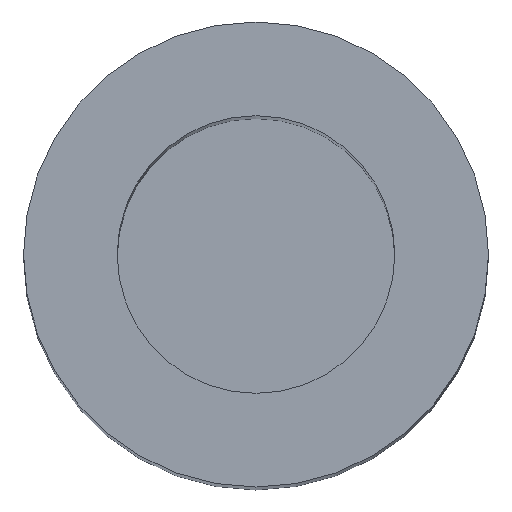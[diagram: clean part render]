
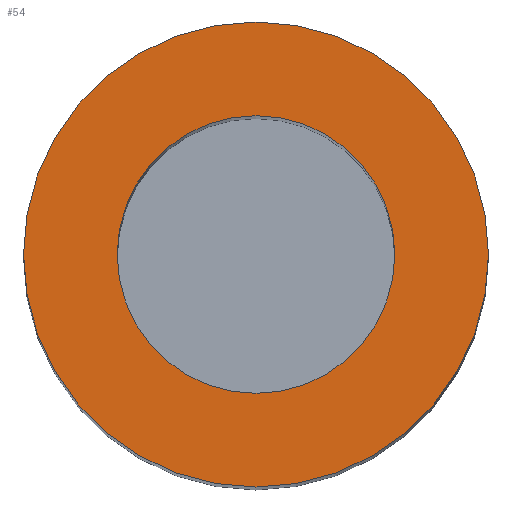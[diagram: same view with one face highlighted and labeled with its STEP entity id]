
A CAD part, top view. The second image highlights one B-rep face of the part: STEP entity #54.
In plain terms, the highlighted planar face has unit normal (0, 0, 1).
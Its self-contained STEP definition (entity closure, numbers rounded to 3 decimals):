
#2 = CARTESIAN_POINT ( 'NONE',  ( 0., 0., 25. ) ) ;
#5 = CARTESIAN_POINT ( 'NONE',  ( 0., 0., 25. ) ) ;
#24 = EDGE_CURVE ( 'NONE', #294, #101, #177, .T. ) ;
#28 = DIRECTION ( 'NONE',  ( 0., 0., 1. ) ) ;
#31 = CIRCLE ( 'NONE', #321, 3.35 ) ;
#41 = AXIS2_PLACEMENT_3D ( 'NONE', #5, #28, #243 ) ;
#54 = ADVANCED_FACE ( 'NONE', ( #71, #343 ), #170, .T. ) ;
#71 = FACE_BOUND ( 'NONE', #93, .T. ) ;
#84 = DIRECTION ( 'NONE',  ( 0., 0., 1. ) ) ;
#88 = ORIENTED_EDGE ( 'NONE', *, *, #24, .F. ) ;
#93 = EDGE_LOOP ( 'NONE', ( #88, #354 ) ) ;
#101 = VERTEX_POINT ( 'NONE', #277 ) ;
#109 = EDGE_CURVE ( 'NONE', #101, #294, #250, .T. ) ;
#113 = ORIENTED_EDGE ( 'NONE', *, *, #424, .T. ) ;
#126 = DIRECTION ( 'NONE',  ( 0., 0., 1. ) ) ;
#134 = DIRECTION ( 'NONE',  ( 0., 0., 1. ) ) ;
#147 = DIRECTION ( 'NONE',  ( 1., 0., 0. ) ) ;
#170 = PLANE ( 'NONE',  #365 ) ;
#177 = CIRCLE ( 'NONE', #237, 2. ) ;
#192 = VERTEX_POINT ( 'NONE', #274 ) ;
#193 = CARTESIAN_POINT ( 'NONE',  ( 3.35, 0., 25. ) ) ;
#202 = DIRECTION ( 'NONE',  ( 1., 0., 0. ) ) ;
#208 = CIRCLE ( 'NONE', #282, 3.35 ) ;
#232 = EDGE_CURVE ( 'NONE', #192, #387, #208, .T. ) ;
#237 = AXIS2_PLACEMENT_3D ( 'NONE', #313, #238, #202 ) ;
#238 = DIRECTION ( 'NONE',  ( 0., 0., 1. ) ) ;
#243 = DIRECTION ( 'NONE',  ( 1., 0., 0. ) ) ;
#250 = CIRCLE ( 'NONE', #41, 2. ) ;
#255 = EDGE_LOOP ( 'NONE', ( #385, #113 ) ) ;
#274 = CARTESIAN_POINT ( 'NONE',  ( -3.35, 0., 25. ) ) ;
#277 = CARTESIAN_POINT ( 'NONE',  ( -2., 0., 25. ) ) ;
#282 = AXIS2_PLACEMENT_3D ( 'NONE', #355, #84, #147 ) ;
#292 = CARTESIAN_POINT ( 'NONE',  ( 2., 0., 25. ) ) ;
#294 = VERTEX_POINT ( 'NONE', #292 ) ;
#313 = CARTESIAN_POINT ( 'NONE',  ( 0., 0., 25. ) ) ;
#321 = AXIS2_PLACEMENT_3D ( 'NONE', #420, #126, #391 ) ;
#341 = DIRECTION ( 'NONE',  ( 1., 0., 0. ) ) ;
#343 = FACE_OUTER_BOUND ( 'NONE', #255, .T. ) ;
#354 = ORIENTED_EDGE ( 'NONE', *, *, #109, .F. ) ;
#355 = CARTESIAN_POINT ( 'NONE',  ( 0., 0., 25. ) ) ;
#365 = AXIS2_PLACEMENT_3D ( 'NONE', #2, #134, #341 ) ;
#385 = ORIENTED_EDGE ( 'NONE', *, *, #232, .T. ) ;
#387 = VERTEX_POINT ( 'NONE', #193 ) ;
#391 = DIRECTION ( 'NONE',  ( 1., 0., 0. ) ) ;
#420 = CARTESIAN_POINT ( 'NONE',  ( 0., 0., 25. ) ) ;
#424 = EDGE_CURVE ( 'NONE', #387, #192, #31, .T. ) ;
